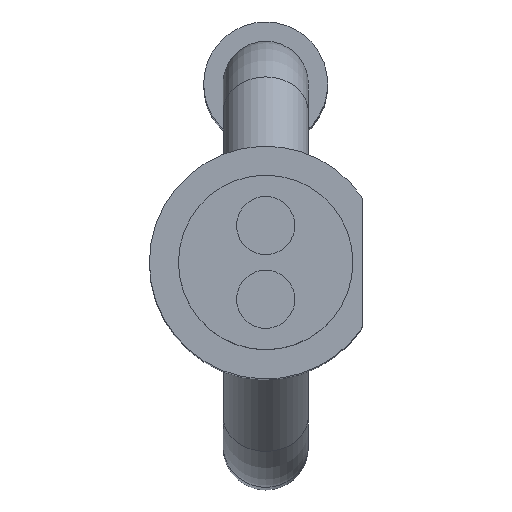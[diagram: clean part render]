
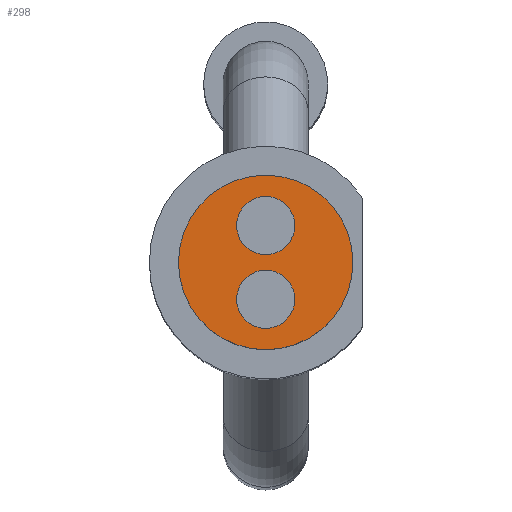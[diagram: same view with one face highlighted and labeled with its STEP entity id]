
A CAD part, top view. The second image highlights one B-rep face of the part: STEP entity #298.
In plain terms, the highlighted planar face has unit normal (0, 0, 1).
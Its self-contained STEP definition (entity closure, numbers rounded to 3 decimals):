
#18=PLANE($,#351);
#64=FACE_BOUND($,#130,.T.);
#65=FACE_BOUND($,#131,.T.);
#86=FACE_OUTER_BOUND($,#129,.T.);
#129=EDGE_LOOP($,(#259));
#130=EDGE_LOOP($,(#260));
#131=EDGE_LOOP($,(#261));
#159=CIRCLE($,#338,0.75);
#161=CIRCLE($,#341,0.75);
#165=CIRCLE($,#347,2.25);
#183=VERTEX_POINT($,#517);
#185=VERTEX_POINT($,#522);
#191=VERTEX_POINT($,#536);
#209=EDGE_CURVE($,#183,#183,#159,.T.);
#211=EDGE_CURVE($,#185,#185,#161,.T.);
#217=EDGE_CURVE($,#191,#191,#165,.T.);
#259=ORIENTED_EDGE($,*,*,#217,.T.);
#260=ORIENTED_EDGE($,*,*,#209,.F.);
#261=ORIENTED_EDGE($,*,*,#211,.F.);
#298=ADVANCED_FACE($,(#86,#64,#65),#18,.F.);
#338=AXIS2_PLACEMENT_3D($,#518,#420,#421);
#341=AXIS2_PLACEMENT_3D($,#523,#426,#427);
#347=AXIS2_PLACEMENT_3D($,#537,#440,#441);
#351=AXIS2_PLACEMENT_3D($,#543,#449,#450);
#420=DIRECTION('center_axis',(0.,0.,1.));
#421=DIRECTION('ref_axis',(1.,0.,0.));
#426=DIRECTION('center_axis',(0.,0.,1.));
#427=DIRECTION('ref_axis',(1.,0.,0.));
#440=DIRECTION('center_axis',(0.,0.,1.));
#441=DIRECTION('ref_axis',(0.,-1.,0.));
#449=DIRECTION('center_axis',(0.,0.,-1.));
#450=DIRECTION('ref_axis',(0.,1.,0.));
#517=CARTESIAN_POINT('',(0.75,-1.9,0.));
#518=CARTESIAN_POINT('Origin',(0.,-1.9,0.));
#522=CARTESIAN_POINT('',(0.75,0.,0.));
#523=CARTESIAN_POINT('Origin',(0.,0.,0.));
#536=CARTESIAN_POINT('',(0.,-3.2,0.));
#537=CARTESIAN_POINT('Origin',(0.,-0.95,0.));
#543=CARTESIAN_POINT('Origin',(0.,1.3,0.));
